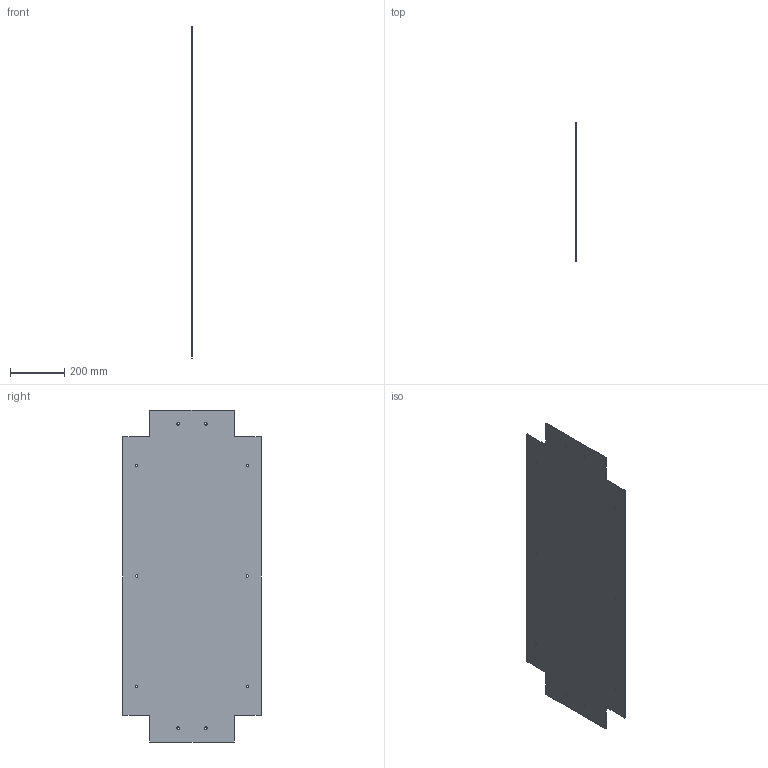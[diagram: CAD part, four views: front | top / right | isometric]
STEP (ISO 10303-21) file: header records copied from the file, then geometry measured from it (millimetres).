
FILE_DESCRIPTION(/* description */ ('Alibre Inc.'),/* implementation_level */ '2;1');
FILE_NAME(/* name */ 'export0',/* time_stamp */ '2012-03-24T09:37:21-06:00',/* author */ (''),/* organization */ (''),/* preprocessor_version */ 'ST-DEVELOPER v14',/* originating_system */ 'Alibre',/* authorisation */ '');
FILE_SCHEMA (('CONFIG_CONTROL_DESIGN'));
Length unit declared in the file: centimetre
Products named in the file (1): ID_1
Bounding box: 2.54 x 508 x 1219.2 mm (x, y, z)
Volume: 1472923.4 mm3; surface area: 1169316.5 mm2
Topology: 1 solids, 1 shells, 24 faces, 66 edges, 44 vertices
Faces by surface type: plane 14, cylinder 10
Full cylindrical faces by diameter (mm): 9.525 x10
Entity records: 831 total; most frequent: CARTESIAN_POINT 124, ORIENTED_EDGE 112, DIRECTION 110, EDGE_CURVE 56, EDGE_LOOP 54, FACE_BOUND 54, VERTEX_POINT 44, AXIS2_PLACEMENT_3D 44
